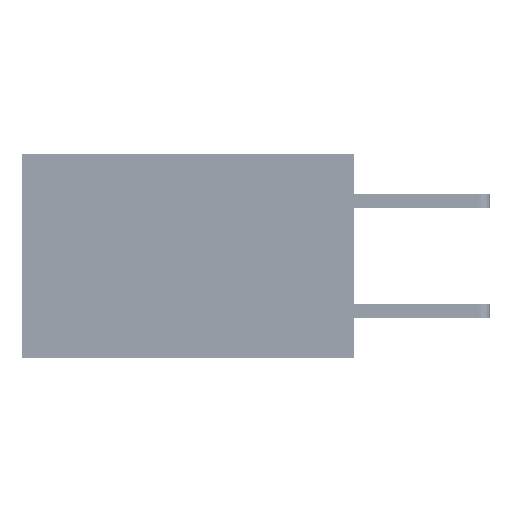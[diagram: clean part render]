
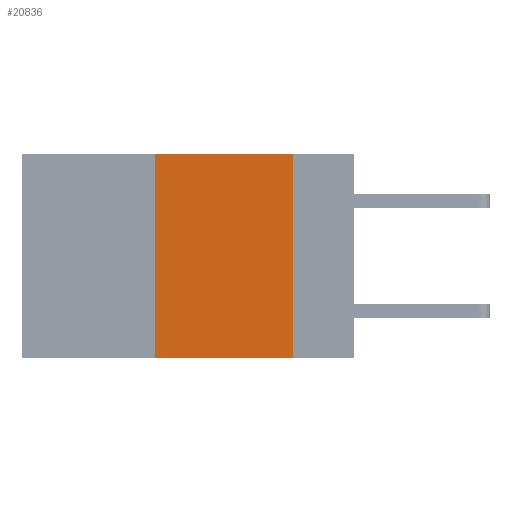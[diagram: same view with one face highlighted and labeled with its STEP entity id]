
A CAD part, left-side view. The second image highlights one B-rep face of the part: STEP entity #20836.
In plain terms, the highlighted planar face has unit normal (-1, 0, 0).
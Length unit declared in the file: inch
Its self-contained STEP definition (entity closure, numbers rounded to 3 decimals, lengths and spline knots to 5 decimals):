
#459 = EDGE_CURVE ( 'NONE', #8413, #38170, #25057, .T. ) ;
#1022 = LINE ( 'NONE', #41712, #39729 ) ;
#2133 = AXIS2_PLACEMENT_3D ( 'NONE', #38886, #42134, #2956 ) ;
#2956 = DIRECTION ( 'NONE',  ( 0., 0., -1. ) ) ;
#4179 = VERTEX_POINT ( 'NONE', #9438 ) ;
#4586 = ORIENTED_EDGE ( 'NONE', *, *, #35866, .T. ) ;
#5471 = LINE ( 'NONE', #12907, #39015 ) ;
#6160 = ORIENTED_EDGE ( 'NONE', *, *, #19553, .F. ) ;
#6377 = DIRECTION ( 'NONE',  ( 0., -1., 0. ) ) ;
#8413 = VERTEX_POINT ( 'NONE', #10628 ) ;
#9438 = CARTESIAN_POINT ( 'NONE',  ( 0., 0.11, 0. ) ) ;
#10628 = CARTESIAN_POINT ( 'NONE',  ( 0., 0.36, -0.37 ) ) ;
#12769 = DIRECTION ( 'NONE',  ( 0., -1., 0. ) ) ;
#12907 = CARTESIAN_POINT ( 'NONE',  ( 0., 0.6, 0. ) ) ;
#19553 = EDGE_CURVE ( 'NONE', #4179, #20433, #39893, .T. ) ;
#20433 = VERTEX_POINT ( 'NONE', #23927 ) ;
#20836 = ADVANCED_FACE ( 'NONE', ( #28023 ), #35576, .F. ) ;
#22457 = CARTESIAN_POINT ( 'NONE',  ( 0., 0.11, 0. ) ) ;
#22594 = VECTOR ( 'NONE', #38547, 39.37008 ) ;
#23927 = CARTESIAN_POINT ( 'NONE',  ( 0., 0.11, -0.37 ) ) ;
#25057 = LINE ( 'NONE', #38414, #27068 ) ;
#27068 = VECTOR ( 'NONE', #34974, 39.37008 ) ;
#27522 = CARTESIAN_POINT ( 'NONE',  ( 0., 0.36, 0. ) ) ;
#27923 = ORIENTED_EDGE ( 'NONE', *, *, #30371, .F. ) ;
#28023 = FACE_OUTER_BOUND ( 'NONE', #28221, .T. ) ;
#28221 = EDGE_LOOP ( 'NONE', ( #6160, #27923, #40783, #4586 ) ) ;
#30371 = EDGE_CURVE ( 'NONE', #38170, #4179, #5471, .T. ) ;
#34974 = DIRECTION ( 'NONE',  ( 0., 0., 1. ) ) ;
#35576 = PLANE ( 'NONE',  #2133 ) ;
#35866 = EDGE_CURVE ( 'NONE', #8413, #20433, #1022, .T. ) ;
#38170 = VERTEX_POINT ( 'NONE', #27522 ) ;
#38414 = CARTESIAN_POINT ( 'NONE',  ( 0., 0.36, 0. ) ) ;
#38547 = DIRECTION ( 'NONE',  ( 0., 0., -1. ) ) ;
#38886 = CARTESIAN_POINT ( 'NONE',  ( 0., 0.6, 0. ) ) ;
#39015 = VECTOR ( 'NONE', #12769, 39.37008 ) ;
#39729 = VECTOR ( 'NONE', #6377, 39.37008 ) ;
#39893 = LINE ( 'NONE', #22457, #22594 ) ;
#40783 = ORIENTED_EDGE ( 'NONE', *, *, #459, .F. ) ;
#41712 = CARTESIAN_POINT ( 'NONE',  ( 0., 0.6, -0.37 ) ) ;
#42134 = DIRECTION ( 'NONE',  ( 1., 0., 0. ) ) ;
